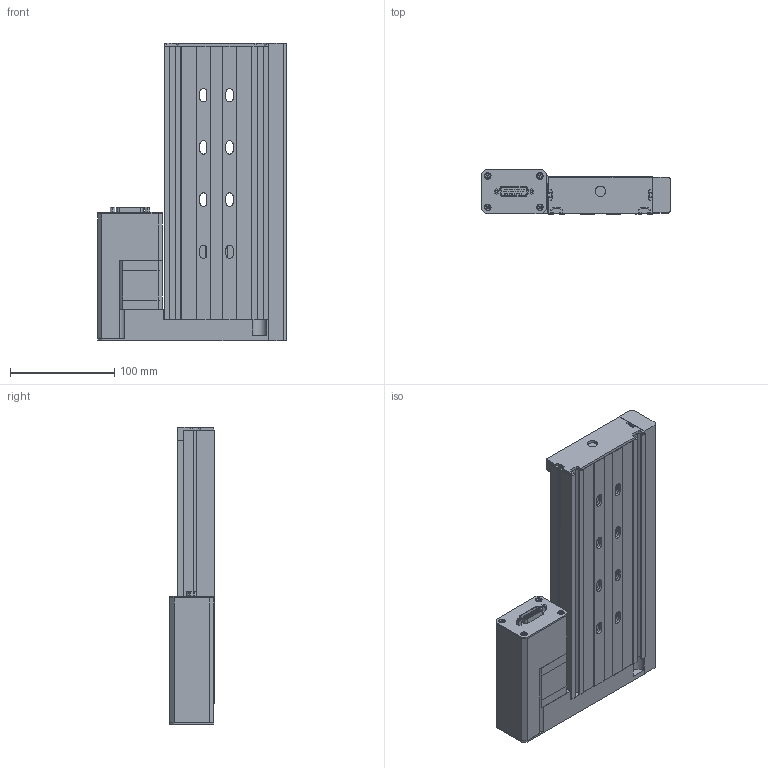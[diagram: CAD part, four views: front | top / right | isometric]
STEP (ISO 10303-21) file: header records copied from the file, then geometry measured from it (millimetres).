
FILE_DESCRIPTION (( 'STEP AP203' ), '1' );
FILE_NAME ('LRQ150xP-DE51T10A.step', '2023-05-17T23:59:02', ( '' ), ( '' ), 'SwSTEP 2.0', 'SolidWorks 2019', '' );
FILE_SCHEMA (( 'CONFIG_CONTROL_DESIGN' ));
Length unit declared in the file: millimetre
Products named in the file (4): LRQ150xP-DE51T10A; LRQ_base^LRQ_LRQ150P-DE; NMS17_motor^LRQ_LRQ-T10A; LRQ_carriage^LRQ_LRQ
Assembly tree (3 placements, depth 2):
  LRQ150xP-DE51T10A
    LRQ_base^LRQ_LRQ150P-DE
    LRQ_carriage^LRQ_LRQ
    NMS17_motor^LRQ_LRQ-T10A
Bounding box: 181.1 x 42.5 x 284.8 mm (x, y, z)
Volume: 1013946.4 mm3; surface area: 288295.9 mm2
Topology: 33 solids, 33 shells, 841 faces, 2085 edges, 1379 vertices
Faces by surface type: plane 523, cylinder 284, cone 26, torus 8
Entity records: 25692 total; most frequent: CARTESIAN_POINT 4627, DIRECTION 4362, ORIENTED_EDGE 4154, EDGE_CURVE 2077, AXIS2_PLACEMENT_3D 1478, VECTOR 1406, LINE 1406, VERTEX_POINT 1379
